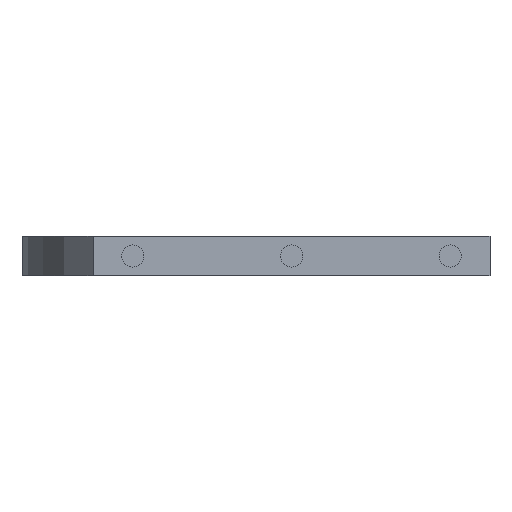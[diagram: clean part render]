
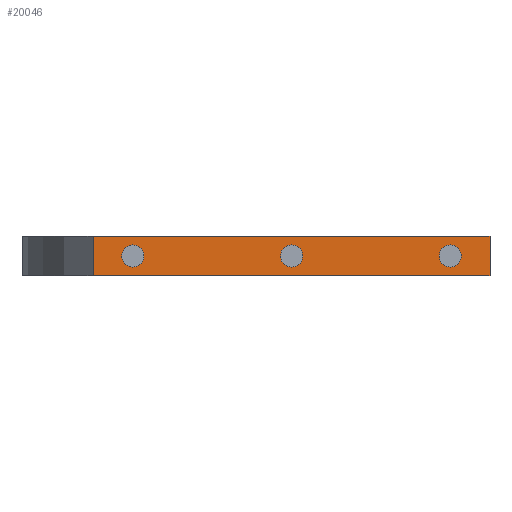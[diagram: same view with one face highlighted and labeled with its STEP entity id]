
A CAD part, front view. The second image highlights one B-rep face of the part: STEP entity #20046.
In plain terms, the highlighted planar face has unit normal (0, -1, 0).
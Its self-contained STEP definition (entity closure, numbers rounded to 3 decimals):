
#120=CIRCLE('',#20759,1.4);
#122=CIRCLE('',#20763,1.4);
#124=CIRCLE('',#20767,1.4);
#192=FACE_BOUND('',#4834,.T.);
#193=FACE_BOUND('',#4835,.T.);
#194=FACE_BOUND('',#4836,.T.);
#3631=FACE_OUTER_BOUND('',#4833,.T.);
#4833=EDGE_LOOP('',(#16208,#16209,#16210,#16211));
#4834=EDGE_LOOP('',(#16212));
#4835=EDGE_LOOP('',(#16213));
#4836=EDGE_LOOP('',(#16214));
#5724=LINE('',#28113,#6923);
#6021=LINE('',#33717,#7220);
#6049=LINE('',#33825,#7248);
#6050=LINE('',#33827,#7249);
#6923=VECTOR('',#21242,10.);
#7220=VECTOR('',#21647,10.);
#7248=VECTOR('',#21785,10.);
#7249=VECTOR('',#21788,10.);
#8344=VERTEX_POINT('',#28110);
#8345=VERTEX_POINT('',#28112);
#8877=VERTEX_POINT('',#33714);
#8878=VERTEX_POINT('',#33716);
#8898=VERTEX_POINT('',#33765);
#8900=VERTEX_POINT('',#33772);
#8902=VERTEX_POINT('',#33779);
#10683=EDGE_CURVE('',#8344,#8345,#5724,.T.);
#11469=EDGE_CURVE('',#8877,#8878,#6021,.T.);
#11490=EDGE_CURVE('',#8898,#8898,#120,.T.);
#11493=EDGE_CURVE('',#8900,#8900,#122,.T.);
#11496=EDGE_CURVE('',#8902,#8902,#124,.T.);
#11519=EDGE_CURVE('',#8344,#8878,#6049,.T.);
#11520=EDGE_CURVE('',#8345,#8877,#6050,.T.);
#16208=ORIENTED_EDGE('',*,*,#10683,.F.);
#16209=ORIENTED_EDGE('',*,*,#11519,.T.);
#16210=ORIENTED_EDGE('',*,*,#11469,.F.);
#16211=ORIENTED_EDGE('',*,*,#11520,.F.);
#16212=ORIENTED_EDGE('',*,*,#11490,.T.);
#16213=ORIENTED_EDGE('',*,*,#11493,.T.);
#16214=ORIENTED_EDGE('',*,*,#11496,.T.);
#19384=PLANE('',#20790);
#20046=ADVANCED_FACE('',(#3631,#192,#193,#194),#19384,.T.);
#20759=AXIS2_PLACEMENT_3D('',#33766,#21700,#21701);
#20763=AXIS2_PLACEMENT_3D('',#33773,#21709,#21710);
#20767=AXIS2_PLACEMENT_3D('',#33780,#21718,#21719);
#20790=AXIS2_PLACEMENT_3D('',#33826,#21786,#21787);
#21242=DIRECTION('',(-1.,0.,0.));
#21647=DIRECTION('',(1.,0.,0.));
#21700=DIRECTION('center_axis',(0.,1.,0.));
#21701=DIRECTION('ref_axis',(1.,0.,0.));
#21709=DIRECTION('center_axis',(0.,1.,0.));
#21710=DIRECTION('ref_axis',(1.,0.,0.));
#21718=DIRECTION('center_axis',(0.,1.,0.));
#21719=DIRECTION('ref_axis',(1.,0.,0.));
#21785=DIRECTION('',(0.,0.,1.));
#21786=DIRECTION('center_axis',(0.,-1.,0.));
#21787=DIRECTION('ref_axis',(1.,0.,0.));
#21788=DIRECTION('',(0.,0.,1.));
#28110=CARTESIAN_POINT('',(632.209,-8.149,0.));
#28112=CARTESIAN_POINT('',(582.209,-8.149,0.));
#28113=CARTESIAN_POINT('',(632.209,-8.149,0.));
#33714=CARTESIAN_POINT('',(582.209,-8.149,5.));
#33716=CARTESIAN_POINT('',(632.209,-8.149,5.));
#33717=CARTESIAN_POINT('',(632.209,-8.149,5.));
#33765=CARTESIAN_POINT('',(585.809,-8.149,2.5));
#33766=CARTESIAN_POINT('Origin',(587.209,-8.149,2.5));
#33772=CARTESIAN_POINT('',(605.809,-8.149,2.5));
#33773=CARTESIAN_POINT('Origin',(607.209,-8.149,2.5));
#33779=CARTESIAN_POINT('',(625.809,-8.149,2.5));
#33780=CARTESIAN_POINT('Origin',(627.209,-8.149,2.5));
#33825=CARTESIAN_POINT('',(632.209,-8.149,0.));
#33826=CARTESIAN_POINT('Origin',(582.209,-8.149,0.));
#33827=CARTESIAN_POINT('',(582.209,-8.149,0.));
